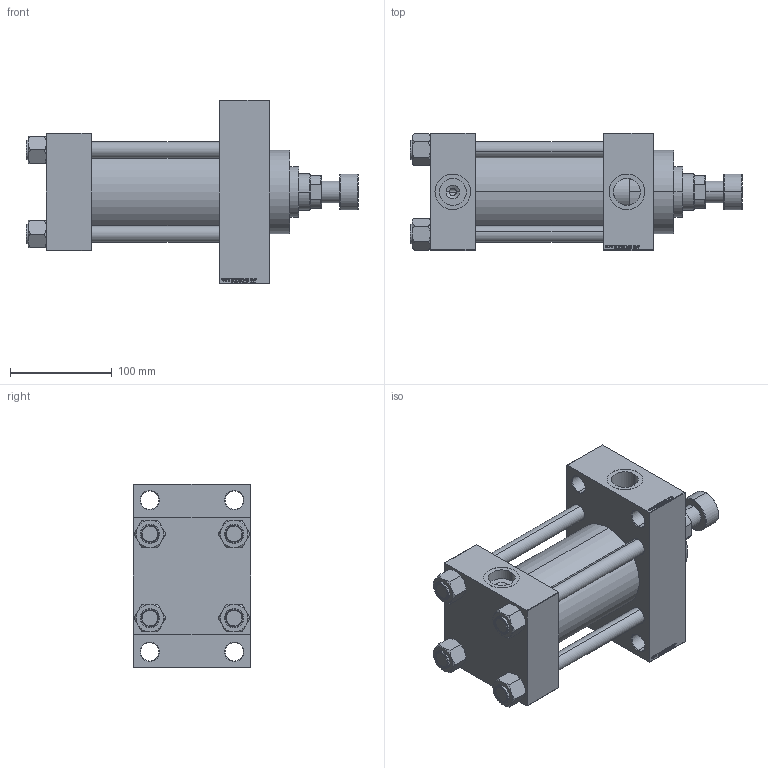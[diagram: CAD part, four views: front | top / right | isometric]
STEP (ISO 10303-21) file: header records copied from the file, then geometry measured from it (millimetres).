
FILE_DESCRIPTION (( 'STEP AP203' ), '1' );
FILE_NAME ('58c3.STEP', '2022-04-15T12:53:36', ( '' ), ( '' ), 'SwSTEP 2.0', 'SolidWorks 2019', '' );
FILE_SCHEMA (( 'CONFIG_CONTROL_DESIGN' ));
Length unit declared in the file: millimetre
Products named in the file (7): V215CR_D_TYCINKA 98b19638bccf3aa7209eaac49fdca4b4; NUT_M5_D 98b19638bccf3aa7209eaac49fdca4b4; V215_VC_A 98b19638bccf3aa7209eaac49fdca4b4; V215CR_D_Body 98b19638bccf3aa7209eaac49fdca4b4; 58c3; V215CR_VCP_D 98b19638bccf3aa7209eaac49fdca4b4; V215CR_ROD_END_F 98b19638bccf3aa7209eaac49fdca4b4
Assembly tree (12 placements, depth 2):
  58c3
    V215CR_D_Body 98b19638bccf3aa7209eaac49fdca4b4
    V215CR_VCP_D 98b19638bccf3aa7209eaac49fdca4b4
    NUT_M5_D 98b19638bccf3aa7209eaac49fdca4b4  x4
    V215CR_D_TYCINKA 98b19638bccf3aa7209eaac49fdca4b4  x4
    V215_VC_A 98b19638bccf3aa7209eaac49fdca4b4
    V215CR_ROD_END_F 98b19638bccf3aa7209eaac49fdca4b4
Bounding box: 326 x 115 x 180 mm (x, y, z)
Volume: 2158999.4 mm3; surface area: 352183.9 mm2
Topology: 12 solids, 12 shells, 1173 faces, 2945 edges, 1911 vertices
Faces by surface type: plane 551, bspline 368, cone 146, cylinder 96, torus 12
Entity records: 48356 total; most frequent: CARTESIAN_POINT 25283, ORIENTED_EDGE 5154, DIRECTION 3385, EDGE_CURVE 2577, VERTEX_POINT 1689, LINE 1539, VECTOR 1539, EDGE_LOOP 1152
